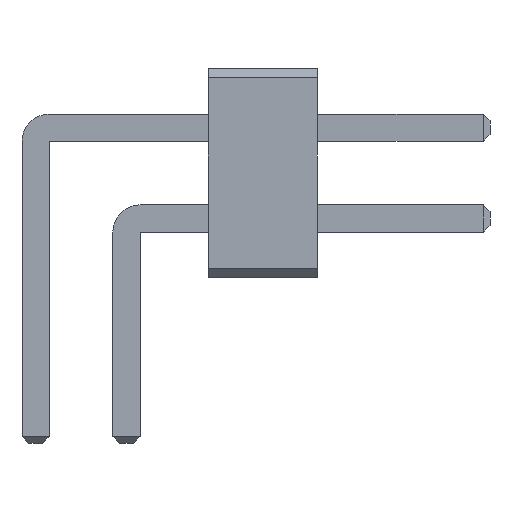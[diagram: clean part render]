
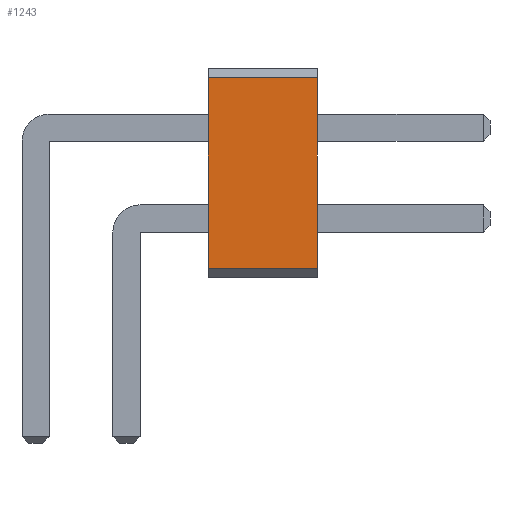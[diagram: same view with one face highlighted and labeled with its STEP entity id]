
A CAD part, front view. The second image highlights one B-rep face of the part: STEP entity #1243.
In plain terms, the highlighted planar face has unit normal (0, -1, 0).
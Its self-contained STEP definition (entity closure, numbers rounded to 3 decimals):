
#13=DIRECTION('',(0.,0.,1.));
#27=VECTOR('',#28,1.);
#28=DIRECTION('',(1.,0.,0.));
#57=DIRECTION('',(0.,-1.,0.));
#1230=VERTEX_POINT('',#1231);
#1231=CARTESIAN_POINT('',(3.1,-20.5,0.1));
#1234=EDGE_CURVE('',#1235,#1230,#1237,.T.);
#1235=VERTEX_POINT('',#1236);
#1236=CARTESIAN_POINT('',(1.9,-20.5,0.1));
#1237=LINE('',#1236,#27);
#1243=ADVANCED_FACE('',(#1244),#1261,.T.);
#1244=FACE_BOUND('',#1245,.T.);
#1245=EDGE_LOOP('',(#1246,#1247,#1253,#1258));
#1246=ORIENTED_EDGE('',*,*,#1234,.T.);
#1247=ORIENTED_EDGE('',*,*,#1248,.T.);
#1248=EDGE_CURVE('',#1230,#1249,#1251,.T.);
#1249=VERTEX_POINT('',#1250);
#1250=CARTESIAN_POINT('',(3.1,-20.5,2.2));
#1251=LINE('',#1231,#1252);
#1252=VECTOR('',#13,1.);
#1253=ORIENTED_EDGE('',*,*,#1254,.F.);
#1254=EDGE_CURVE('',#1255,#1249,#1257,.T.);
#1255=VERTEX_POINT('',#1256);
#1256=CARTESIAN_POINT('',(1.9,-20.5,2.2));
#1257=LINE('',#1256,#27);
#1258=ORIENTED_EDGE('',*,*,#1259,.F.);
#1259=EDGE_CURVE('',#1235,#1255,#1260,.T.);
#1260=LINE('',#1236,#1252);
#1261=PLANE('',#1262);
#1262=AXIS2_PLACEMENT_3D('',#1236,#57,#13);
